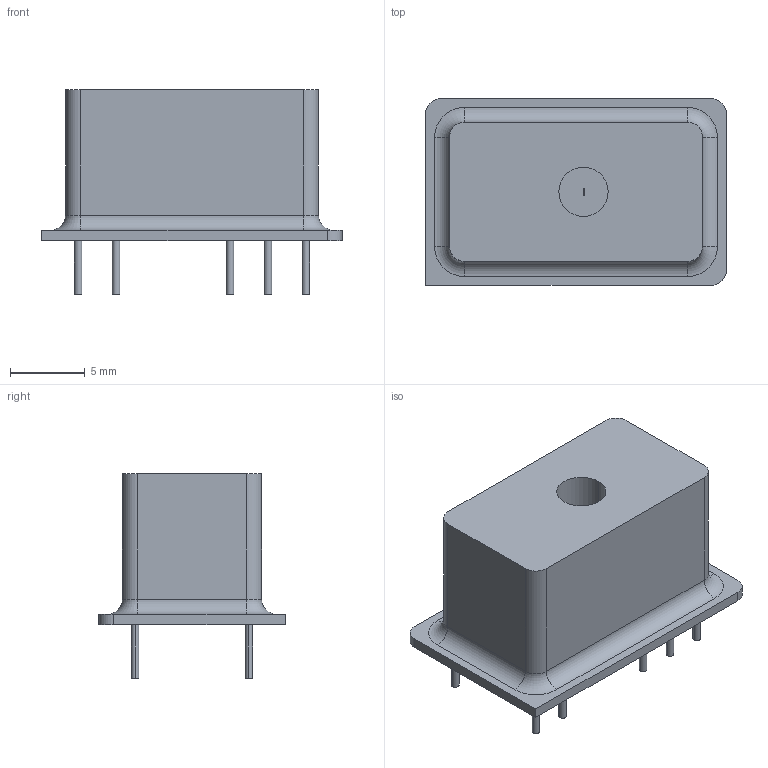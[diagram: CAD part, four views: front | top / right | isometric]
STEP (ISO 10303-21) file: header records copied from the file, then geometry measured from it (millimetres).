
FILE_DESCRIPTION (( 'STEP AP214' ), '1' );
FILE_NAME ('7AAFA677-BBD2-44F2-98B4-6D2B99DC1B39.STEP', '2025-11-21T11:29:03', ( '' ), ( '' ), 'SwSTEP 2.0', 'SolidWorks 2022', '' );
FILE_SCHEMA (( 'AUTOMOTIVE_DESIGN' ));
Length unit declared in the file: millimetre
Products named in the file (1): 7AAFA677-BBD2-44F2-98B4-6D2B99DC1B39
Bounding box: 20.12 x 12.5 x 13.72 mm (x, y, z)
Volume: 1651.6 mm3; surface area: 1086.3 mm2
Topology: 1 solids, 1 shells, 64 faces, 139 edges, 90 vertices
Faces by surface type: cylinder 33, plane 27, torus 4
Entity records: 1803 total; most frequent: DIRECTION 339, CARTESIAN_POINT 294, ORIENTED_EDGE 278, EDGE_CURVE 139, AXIS2_PLACEMENT_3D 135, VERTEX_POINT 90, EDGE_LOOP 77, CIRCLE 70
